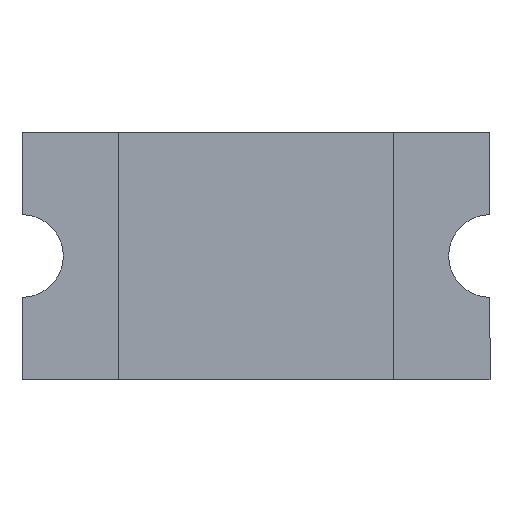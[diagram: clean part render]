
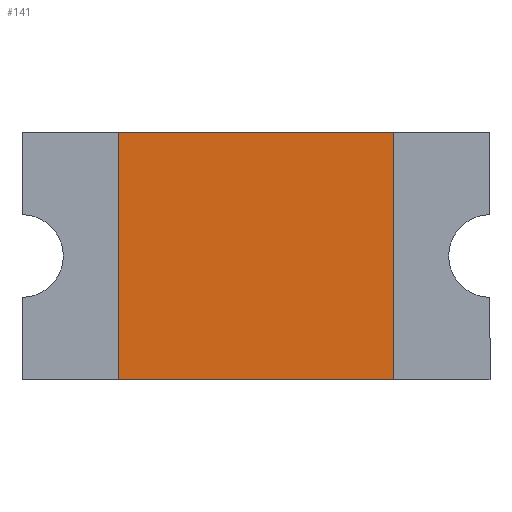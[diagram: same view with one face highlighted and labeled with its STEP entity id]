
A CAD part, front view. The second image highlights one B-rep face of the part: STEP entity #141.
In plain terms, the highlighted planar face has unit normal (0, -1, 0).
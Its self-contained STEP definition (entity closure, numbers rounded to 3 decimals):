
#5 = EDGE_CURVE ( 'NONE', #410, #171, #618, .T. ) ;
#49 = FACE_OUTER_BOUND ( 'NONE', #343, .T. ) ;
#67 = CARTESIAN_POINT ( 'NONE',  ( -1., 0., 0.9 ) ) ;
#132 = CARTESIAN_POINT ( 'NONE',  ( -1., 0., 0.9 ) ) ;
#141 = ADVANCED_FACE ( 'NONE', ( #49 ), #361, .T. ) ;
#154 = CARTESIAN_POINT ( 'NONE',  ( -1., 0., -0.9 ) ) ;
#160 = ORIENTED_EDGE ( 'NONE', *, *, #598, .F. ) ;
#171 = VERTEX_POINT ( 'NONE', #472 ) ;
#193 = DIRECTION ( 'NONE',  ( 0., 0., -1. ) ) ;
#210 = DIRECTION ( 'NONE',  ( 1., 0., 0. ) ) ;
#224 = CARTESIAN_POINT ( 'NONE',  ( 1., 0., -0.9 ) ) ;
#245 = LINE ( 'NONE', #395, #480 ) ;
#252 = DIRECTION ( 'NONE',  ( 0., -1., 0. ) ) ;
#288 = VECTOR ( 'NONE', #447, 1000. ) ;
#306 = VERTEX_POINT ( 'NONE', #409 ) ;
#338 = CARTESIAN_POINT ( 'NONE',  ( -1., 0., -0.9 ) ) ;
#343 = EDGE_LOOP ( 'NONE', ( #537, #160, #384, #651 ) ) ;
#347 = EDGE_CURVE ( 'NONE', #306, #505, #245, .T. ) ;
#361 = PLANE ( 'NONE',  #470 ) ;
#384 = ORIENTED_EDGE ( 'NONE', *, *, #5, .F. ) ;
#395 = CARTESIAN_POINT ( 'NONE',  ( 1., 0., 0.9 ) ) ;
#408 = DIRECTION ( 'NONE',  ( 0., 0., -1. ) ) ;
#409 = CARTESIAN_POINT ( 'NONE',  ( 1., 0., 0.9 ) ) ;
#410 = VERTEX_POINT ( 'NONE', #154 ) ;
#419 = LINE ( 'NONE', #132, #452 ) ;
#430 = DIRECTION ( 'NONE',  ( 0., 0., 1. ) ) ;
#447 = DIRECTION ( 'NONE',  ( -1., 0., 0. ) ) ;
#452 = VECTOR ( 'NONE', #210, 1000. ) ;
#470 = AXIS2_PLACEMENT_3D ( 'NONE', #621, #252, #193 ) ;
#472 = CARTESIAN_POINT ( 'NONE',  ( -1., 0., 0.9 ) ) ;
#480 = VECTOR ( 'NONE', #408, 1000. ) ;
#505 = VERTEX_POINT ( 'NONE', #224 ) ;
#526 = VECTOR ( 'NONE', #430, 1000. ) ;
#537 = ORIENTED_EDGE ( 'NONE', *, *, #347, .F. ) ;
#545 = EDGE_CURVE ( 'NONE', #505, #410, #577, .T. ) ;
#577 = LINE ( 'NONE', #338, #288 ) ;
#598 = EDGE_CURVE ( 'NONE', #171, #306, #419, .T. ) ;
#618 = LINE ( 'NONE', #67, #526 ) ;
#621 = CARTESIAN_POINT ( 'NONE',  ( 0., 0., 0. ) ) ;
#651 = ORIENTED_EDGE ( 'NONE', *, *, #545, .F. ) ;
